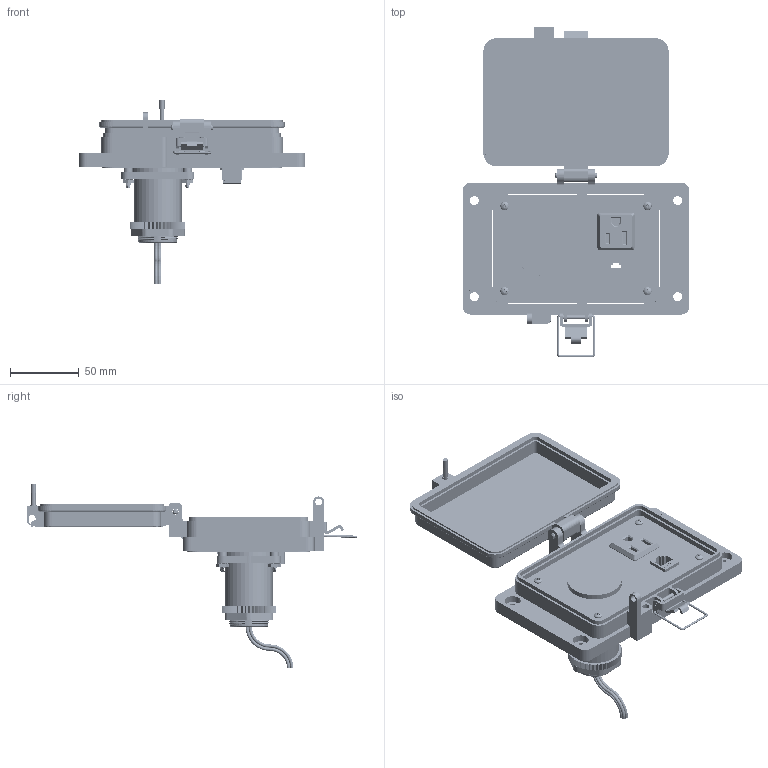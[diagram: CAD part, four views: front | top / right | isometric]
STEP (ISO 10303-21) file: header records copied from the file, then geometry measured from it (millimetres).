
FILE_DESCRIPTION (( 'STEP AP203' ), '1' );
FILE_NAME ('P-R2S10-M4R0_3D.STEP', '2020-11-20T20:14:24', ( '' ), ( '' ), 'SwSTEP 2.0', 'SolidWorks 2019', '' );
FILE_SCHEMA (( 'CONFIG_CONTROL_DESIGN' ));
Length unit declared in the file: millimetre
Products named in the file (19): Z-H-M4_B; Z-200-OTLT-R0SQ; P-R2S10-M4R0_BP180_1; P-R2S10-M4R0_TP180_1; R-3W-UNIT; R-3W-SLEEVE; Z-300-RJ45CAT5; Z-000-632114FH_90471A433; P-R2S10-M4R0_FP060_1; Z-001-SPR_5_8; P-R2S10-M4R0_3D; -M4; Z-002-632516HN_90675A007; 92005A124_METRIC PAN HEAD PHILLIPS MACHINE SCREW_92005A124; R-3W_NUT; Z-000-4243316TFP; P-R2S10-M4R0_TP060_2; R; R2
Assembly tree (32 placements, depth 3):
  P-R2S10-M4R0_3D
    P-R2S10-M4R0_BP180_1
    P-R2S10-M4R0_TP180_1
    Z-000-632114FH_90471A433  x4
    Z-001-SPR_5_8  x4
    Z-002-632516HN_90675A007  x4
    P-R2S10-M4R0_TP060_2
    Z-000-4243316TFP  x3
    R-3W-UNIT
    R-3W-SLEEVE
    R-3W_NUT
    P-R2S10-M4R0_FP060_1
    R
      Z-200-OTLT-R0SQ
    R2
      Z-300-RJ45CAT5
    -M4
      Z-H-M4_B
    92005A124_METRIC PAN HEAD PHILLIPS MACHINE SCREW_92005A124  x4
Bounding box: 164.96 x 240.59 x 134.46 mm (x, y, z)
Volume: 316130.1 mm3; surface area: 170647.7 mm2
Topology: 42 solids, 42 shells, 3894 faces, 11045 edges, 7291 vertices
Faces by surface type: cylinder 1646, plane 1208, bspline 756, cone 242, torus 34, sphere 8
Entity records: 113398 total; most frequent: CARTESIAN_POINT 55932, ORIENTED_EDGE 13488, DIRECTION 8500, EDGE_CURVE 6744, VERTEX_POINT 4446, VECTOR 3160, LINE 3160, AXIS2_PLACEMENT_3D 2670
